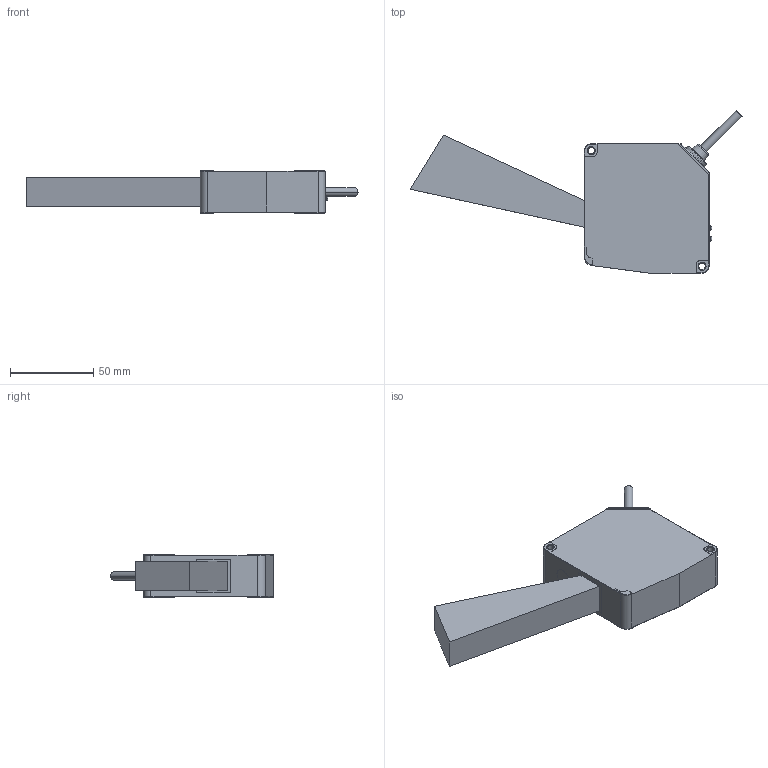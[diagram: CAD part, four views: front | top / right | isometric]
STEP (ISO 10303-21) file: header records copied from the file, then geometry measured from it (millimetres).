
FILE_DESCRIPTION(('CoCreate Modeling STEP Export'),'2;1');
FILE_NAME('CD5_85_and_W85.stp','2016-02-23T11:40:08',(''),(''),'CoCreate Modeling STEP processor for AP214 (Solid Model)','CoCreate Modeling 16.50A 01-Dec-2009 (C) Parametric Technology GmbH','');
FILE_SCHEMA(('AUTOMOTIVE_DESIGN { 1 0 10303 214 1 1 1 1 }'));
Length unit declared in the file: millimetre
Products named in the file (1): CD5_85_and_W85
Bounding box: 199.75 x 97.86 x 25.6 mm (x, y, z)
Volume: 186630.9 mm3; surface area: 28902.4 mm2
Topology: 1 solids, 1 shells, 151 faces, 382 edges, 238 vertices
Faces by surface type: cylinder 60, plane 53, torus 22, cone 12, sphere 4
Entity records: 4884 total; most frequent: CARTESIAN_POINT 1341, ORIENTED_EDGE 756, DIRECTION 726, EDGE_CURVE 378, AXIS2_PLACEMENT_3D 261, VERTEX_POINT 238, VECTOR 204, LINE 204
